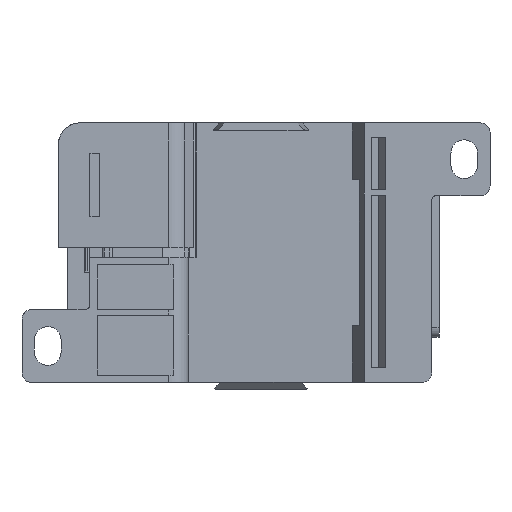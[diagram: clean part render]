
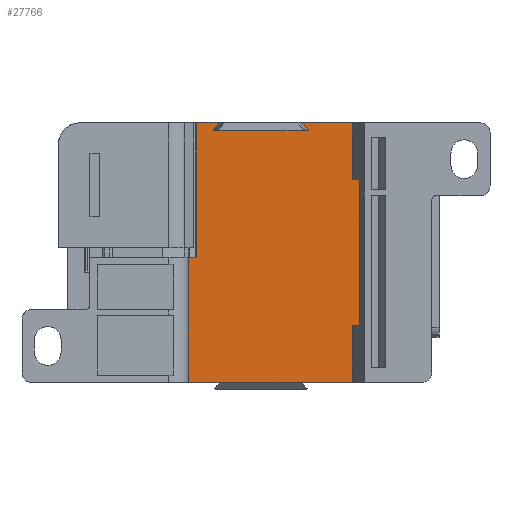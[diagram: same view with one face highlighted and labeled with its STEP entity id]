
A CAD part, front view. The second image highlights one B-rep face of the part: STEP entity #27766.
In plain terms, the highlighted planar face has unit normal (0, -1, 0).
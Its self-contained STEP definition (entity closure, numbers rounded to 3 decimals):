
#101=DIRECTION('',(-1.,0.,0.));
#102=VECTOR('',#101,11.763);
#103=CARTESIAN_POINT('',(20.25,-21.,26.75));
#104=LINE('',#103,#102);
#117=DIRECTION('',(-1.,0.,0.));
#118=VECTOR('',#117,4.848);
#119=CARTESIAN_POINT('',(-8.487,-21.,26.75));
#120=LINE('',#119,#118);
#11157=DIRECTION('',(1.,0.,0.));
#11158=VECTOR('',#11157,11.904);
#11159=CARTESIAN_POINT('',(8.346,-21.,-26.75));
#11160=LINE('',#11159,#11158);
#11252=DIRECTION('',(1.,0.,0.));
#11253=VECTOR('',#11252,6.604);
#11254=CARTESIAN_POINT('',(-14.95,-21.,-26.75));
#11255=LINE('',#11254,#11253);
#11292=DIRECTION('',(1.,0.,0.));
#11293=VECTOR('',#11292,16.692);
#11294=CARTESIAN_POINT('',(-8.346,-21.,-26.75));
#11295=LINE('',#11294,#11293);
#11321=DIRECTION('',(-0.707,0.,-0.707));
#11322=VECTOR('',#11321,1.88);
#11323=CARTESIAN_POINT('',(-8.487,-21.,26.75));
#11324=LINE('',#11323,#11322);
#11325=DIRECTION('',(0.707,0.,-0.707));
#11326=VECTOR('',#11325,1.88);
#11327=CARTESIAN_POINT('',(8.487,-21.,26.75));
#11328=LINE('',#11327,#11326);
#11329=DIRECTION('',(0.,0.,-1.));
#11330=VECTOR('',#11329,53.5);
#11331=CARTESIAN_POINT('',(20.25,-21.,26.75));
#11332=LINE('',#11331,#11330);
#11333=DIRECTION('',(1.,0.,0.));
#11334=VECTOR('',#11333,1.614);
#11335=CARTESIAN_POINT('',(-14.95,-21.,-1.));
#11336=LINE('',#11335,#11334);
#11337=DIRECTION('',(0.,0.,1.));
#11338=VECTOR('',#11337,27.75);
#11339=CARTESIAN_POINT('',(-13.336,-21.,-1.));
#11340=LINE('',#11339,#11338);
#11501=DIRECTION('',(0.,0.,-1.));
#11502=VECTOR('',#11501,25.75);
#11503=CARTESIAN_POINT('',(-14.95,-21.,-1.));
#11504=LINE('',#11503,#11502);
#11818=CARTESIAN_POINT('',(-9.746,-21.,25.25));
#11819=CARTESIAN_POINT('',(-9.786,-21.,25.25));
#11820=CARTESIAN_POINT('',(-9.811,-21.,25.273));
#11821=CARTESIAN_POINT('',(-9.843,-21.,25.31));
#11822=CARTESIAN_POINT('',(-9.847,-21.,25.358));
#11823=CARTESIAN_POINT('',(-9.845,-21.,25.392));
#11824=CARTESIAN_POINT('',(-9.817,-21.,25.421));
#11854=CARTESIAN_POINT('',(9.817,-21.,25.421));
#11855=CARTESIAN_POINT('',(9.845,-21.,25.392));
#11856=CARTESIAN_POINT('',(9.847,-21.,25.358));
#11857=CARTESIAN_POINT('',(9.843,-21.,25.31));
#11858=CARTESIAN_POINT('',(9.811,-21.,25.273));
#11859=CARTESIAN_POINT('',(9.786,-21.,25.25));
#11860=CARTESIAN_POINT('',(9.746,-21.,25.25));
#11870=DIRECTION('',(-1.,0.,0.));
#11871=VECTOR('',#11870,19.492);
#11872=CARTESIAN_POINT('',(9.746,-21.,25.25));
#11873=LINE('',#11872,#11871);
#13323=CARTESIAN_POINT('',(20.25,-21.,-26.75));
#13325=VERTEX_POINT('',#13323);
#13327=CARTESIAN_POINT('',(-14.95,-21.,-26.75));
#13329=VERTEX_POINT('',#13327);
#13331=CARTESIAN_POINT('',(20.25,-21.,26.75));
#13333=VERTEX_POINT('',#13331);
#13478=CARTESIAN_POINT('',(-14.95,-21.,-1.));
#13479=VERTEX_POINT('',#13478);
#13480=CARTESIAN_POINT('',(-13.336,-21.,26.75));
#13481=VERTEX_POINT('',#13480);
#13482=CARTESIAN_POINT('',(-13.336,-21.,-1.));
#13483=VERTEX_POINT('',#13482);
#14300=CARTESIAN_POINT('',(-8.487,-21.,26.75));
#14301=VERTEX_POINT('',#14300);
#14302=CARTESIAN_POINT('',(8.487,-21.,26.75));
#14303=VERTEX_POINT('',#14302);
#14308=CARTESIAN_POINT('',(8.346,-21.,-26.75));
#14309=VERTEX_POINT('',#14308);
#14310=CARTESIAN_POINT('',(-8.346,-21.,-26.75));
#14311=VERTEX_POINT('',#14310);
#14314=CARTESIAN_POINT('',(9.817,-21.,25.421));
#14315=VERTEX_POINT('',#14314);
#14316=CARTESIAN_POINT('',(9.746,-21.,25.25));
#14317=VERTEX_POINT('',#14316);
#14320=CARTESIAN_POINT('',(-9.746,-21.,25.25));
#14321=VERTEX_POINT('',#14320);
#14322=CARTESIAN_POINT('',(-9.817,-21.,25.421));
#14323=VERTEX_POINT('',#14322);
#27736=CARTESIAN_POINT('',(20.25,-21.,26.75));
#27737=DIRECTION('',(0.,1.,0.));
#27738=DIRECTION('',(-1.,0.,0.));
#27739=AXIS2_PLACEMENT_3D('',#27736,#27737,#27738);
#27740=PLANE('',#27739);
#27742=ORIENTED_EDGE('',*,*,#27741,.T.);
#27744=ORIENTED_EDGE('',*,*,#27743,.F.);
#27746=ORIENTED_EDGE('',*,*,#27745,.F.);
#27748=ORIENTED_EDGE('',*,*,#27747,.F.);
#27750=ORIENTED_EDGE('',*,*,#27749,.F.);
#27751=ORIENTED_EDGE('',*,*,#15728,.F.);
#27753=ORIENTED_EDGE('',*,*,#27752,.T.);
#27754=ORIENTED_EDGE('',*,*,#27575,.F.);
#27755=ORIENTED_EDGE('',*,*,#27709,.F.);
#27756=ORIENTED_EDGE('',*,*,#27616,.F.);
#27758=ORIENTED_EDGE('',*,*,#27757,.F.);
#27760=ORIENTED_EDGE('',*,*,#27759,.T.);
#27762=ORIENTED_EDGE('',*,*,#27761,.T.);
#27763=ORIENTED_EDGE('',*,*,#15736,.F.);
#27764=EDGE_LOOP('',(#27742,#27744,#27746,#27748,#27750,#27751,#27753,#27754,
#27755,#27756,#27758,#27760,#27762,#27763));
#27765=FACE_OUTER_BOUND('',#27764,.F.);
#27766=ADVANCED_FACE('',(#27765),#27740,.F.);
#11825=B_SPLINE_CURVE_WITH_KNOTS('',3,(#11818,#11819,#11820,#11821,#11822,
#11823,#11824),.UNSPECIFIED.,.F.,.F.,(4,1,1,1,4),(0.,0.25,0.5,0.75,
1.),.UNSPECIFIED.);
#11861=B_SPLINE_CURVE_WITH_KNOTS('',3,(#11854,#11855,#11856,#11857,#11858,
#11859,#11860),.UNSPECIFIED.,.F.,.F.,(4,1,1,1,4),(0.,0.25,0.5,0.75,
1.),.UNSPECIFIED.);
#15728=EDGE_CURVE('',#13333,#14303,#104,.T.);
#15736=EDGE_CURVE('',#14301,#13481,#120,.T.);
#27575=EDGE_CURVE('',#14309,#13325,#11160,.T.);
#27616=EDGE_CURVE('',#13329,#14311,#11255,.T.);
#27709=EDGE_CURVE('',#14311,#14309,#11295,.T.);
#27741=EDGE_CURVE('',#14301,#14323,#11324,.T.);
#27743=EDGE_CURVE('',#14321,#14323,#11825,.T.);
#27745=EDGE_CURVE('',#14317,#14321,#11873,.T.);
#27747=EDGE_CURVE('',#14315,#14317,#11861,.T.);
#27749=EDGE_CURVE('',#14303,#14315,#11328,.T.);
#27752=EDGE_CURVE('',#13333,#13325,#11332,.T.);
#27757=EDGE_CURVE('',#13479,#13329,#11504,.T.);
#27759=EDGE_CURVE('',#13479,#13483,#11336,.T.);
#27761=EDGE_CURVE('',#13483,#13481,#11340,.T.);
